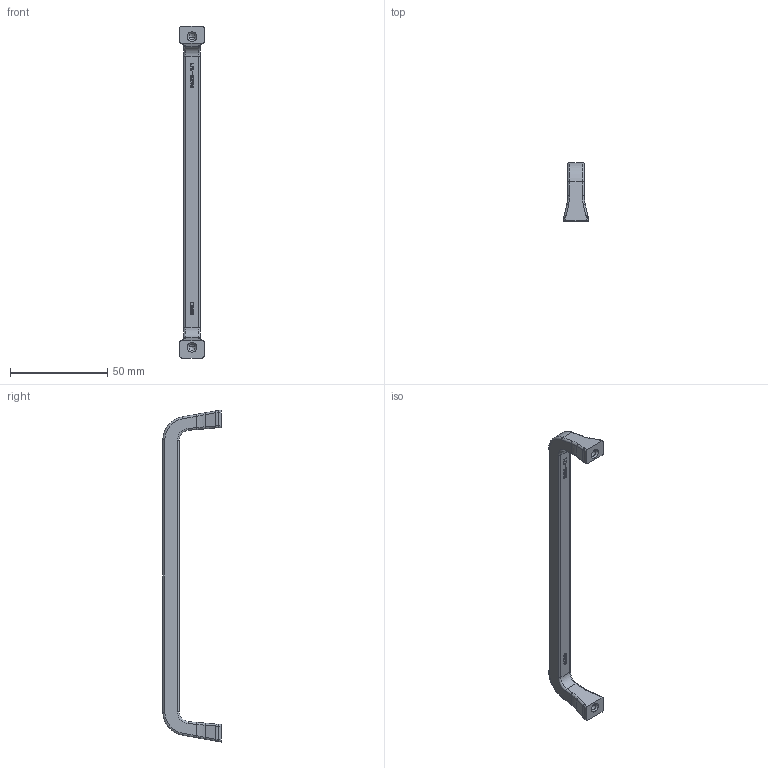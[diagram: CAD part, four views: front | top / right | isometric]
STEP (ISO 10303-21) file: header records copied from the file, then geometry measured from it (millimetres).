
FILE_DESCRIPTION(('Creo Elements/Direct Modeling STEP Export'),'2;1');
FILE_NAME('2525-171.stp','2021-04-27T15:35:01',(''),(''),'Creo Elements/Direct Modeling STEP processor for AP214 (Solid Model)','Creo Elements/Direct Modeling 20.0 12-Nov-2016 (C) Parametric Technology GmbH','');
FILE_SCHEMA(('AUTOMOTIVE_DESIGN { 1 0 10303 214 1 1 1 1 }'));
Length unit declared in the file: millimetre
Products named in the file (2): ZN-11412
Assembly tree (1 placements, depth 2):
  ZN-11412
    ZN-11412
Bounding box: 12.5 x 30 x 171 mm (x, y, z)
Volume: 14446 mm3; surface area: 7026.7 mm2
Topology: 1 solids, 1 shells, 532 faces, 1486 edges, 970 vertices
Faces by surface type: plane 452, cylinder 48, bspline 16, torus 8, cone 8
Entity records: 17571 total; most frequent: CARTESIAN_POINT 4078, ORIENTED_EDGE 2964, DIRECTION 2490, EDGE_CURVE 1482, VECTOR 1358, LINE 1358, VERTEX_POINT 970, AXIS2_PLACEMENT_3D 566
